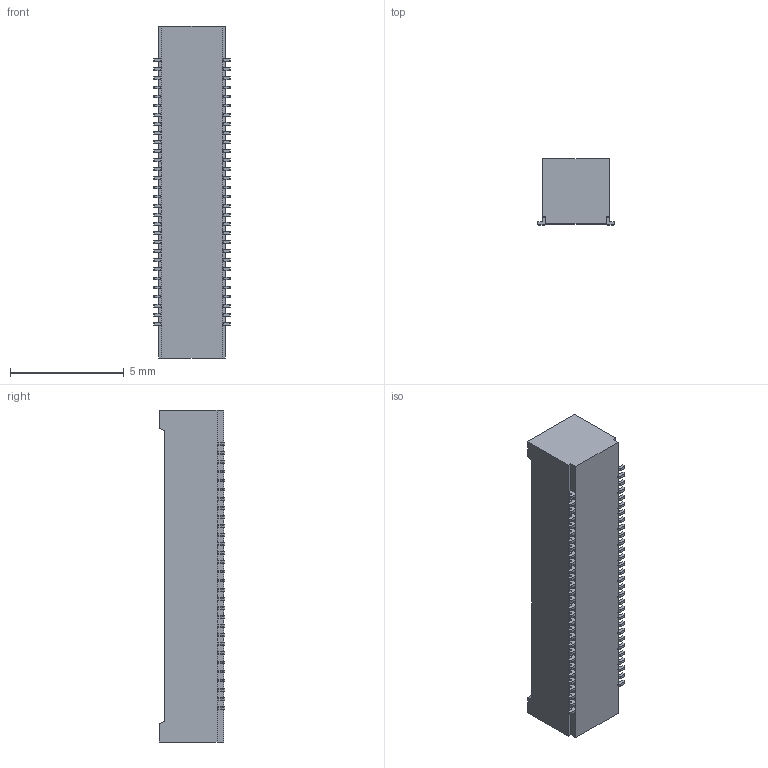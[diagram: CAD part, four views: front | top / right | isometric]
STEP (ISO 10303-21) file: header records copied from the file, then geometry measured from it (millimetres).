
FILE_DESCRIPTION(('OneSpaceDesigner STEP Export'),'2;1');
FILE_NAME('DF40HC(3.0)-60DS.stp','2008-08-01T14:55:38',(''),(''),'OneSpace Designer STEP processor for AP214 (Solid Model)','OneSpace Modeling 15.00A 14-Mar-2007 (C) CoCreate Software GmbH','');
FILE_SCHEMA(('AUTOMOTIVE_DESIGN { 1 0 10303 214 1 1 1 1 }'));
Length unit declared in the file: millimetre
Products named in the file (2): DF40HC(3.0)-60DS
Assembly tree (1 placements, depth 2):
  DF40HC(3.0)-60DS
    DF40HC(3.0)-60DS
Bounding box: 3.38 x 2.9 x 14.6 mm (x, y, z)
Volume: 95.1 mm3; surface area: 268.9 mm2
Topology: 1 solids, 1 shells, 1356 faces, 3650 edges, 2419 vertices
Faces by surface type: plane 969, cylinder 375, cone 12
Entity records: 41372 total; most frequent: ORIENTED_EDGE 7300, CARTESIAN_POINT 7241, DIRECTION 6761, EDGE_CURVE 3650, VECTOR 2883, LINE 2883, VERTEX_POINT 2419, AXIS2_PLACEMENT_3D 1939
